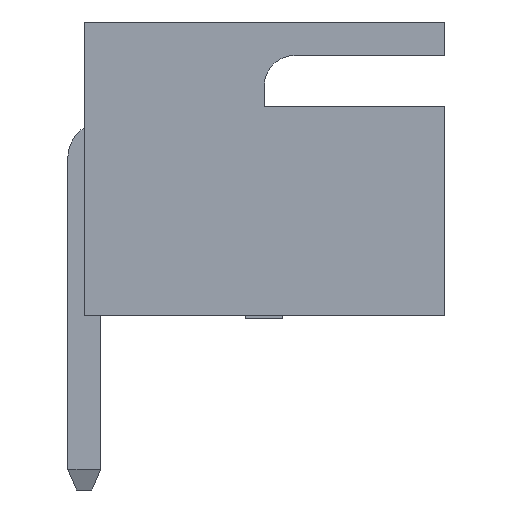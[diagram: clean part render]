
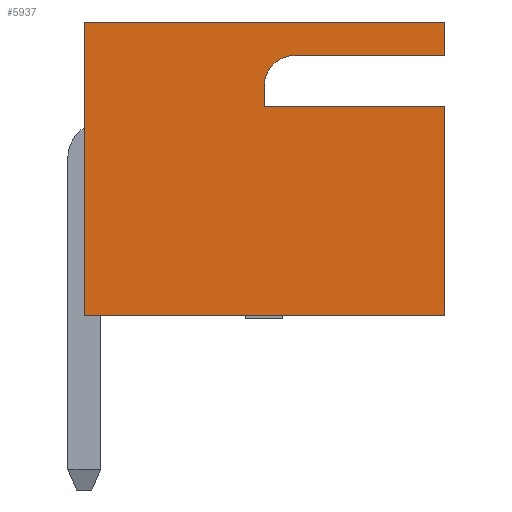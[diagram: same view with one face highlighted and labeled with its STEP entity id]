
A CAD part, front view. The second image highlights one B-rep face of the part: STEP entity #5937.
In plain terms, the highlighted planar face has unit normal (0, -1, 0).
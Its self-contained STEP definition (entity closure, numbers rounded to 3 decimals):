
#47=CIRCLE('',#6268,0.6);
#211=FACE_OUTER_BOUND('',#524,.T.);
#524=EDGE_LOOP('',(#4189,#4190,#4191,#4192,#4193,#4194,#4195,#4196,#4197));
#791=LINE('',#8091,#1563);
#1087=LINE('',#8685,#1859);
#1090=LINE('',#8692,#1862);
#1091=LINE('',#8694,#1863);
#1092=LINE('',#8695,#1864);
#1093=LINE('',#8697,#1865);
#1094=LINE('',#8699,#1866);
#1095=LINE('',#8702,#1867);
#1563=VECTOR('',#6592,1.);
#1859=VECTOR('',#7082,1.);
#1862=VECTOR('',#7087,1.);
#1863=VECTOR('',#7088,1.);
#1864=VECTOR('',#7089,1.);
#1865=VECTOR('',#7090,1.);
#1866=VECTOR('',#7091,1.);
#1867=VECTOR('',#7094,1.);
#2324=VERTEX_POINT('',#8088);
#2325=VERTEX_POINT('',#8090);
#2526=VERTEX_POINT('',#8683);
#2528=VERTEX_POINT('',#8690);
#2529=VERTEX_POINT('',#8691);
#2530=VERTEX_POINT('',#8693);
#2531=VERTEX_POINT('',#8696);
#2532=VERTEX_POINT('',#8698);
#2533=VERTEX_POINT('',#8700);
#2857=EDGE_CURVE('',#2325,#2324,#791,.T.);
#3154=EDGE_CURVE('',#2324,#2526,#1087,.T.);
#3157=EDGE_CURVE('',#2528,#2529,#1090,.T.);
#3158=EDGE_CURVE('',#2530,#2529,#1091,.T.);
#3159=EDGE_CURVE('',#2325,#2530,#1092,.T.);
#3160=EDGE_CURVE('',#2526,#2531,#1093,.T.);
#3161=EDGE_CURVE('',#2531,#2532,#1094,.T.);
#3162=EDGE_CURVE('',#2532,#2533,#47,.T.);
#3163=EDGE_CURVE('',#2528,#2533,#1095,.T.);
#4189=ORIENTED_EDGE('',*,*,#3157,.T.);
#4190=ORIENTED_EDGE('',*,*,#3158,.F.);
#4191=ORIENTED_EDGE('',*,*,#3159,.F.);
#4192=ORIENTED_EDGE('',*,*,#2857,.T.);
#4193=ORIENTED_EDGE('',*,*,#3154,.T.);
#4194=ORIENTED_EDGE('',*,*,#3160,.T.);
#4195=ORIENTED_EDGE('',*,*,#3161,.T.);
#4196=ORIENTED_EDGE('',*,*,#3162,.T.);
#4197=ORIENTED_EDGE('',*,*,#3163,.F.);
#5334=PLANE('',#6267);
#5937=ADVANCED_FACE('',(#211),#5334,.T.);
#6267=AXIS2_PLACEMENT_3D('',#8689,#7085,#7086);
#6268=AXIS2_PLACEMENT_3D('',#8701,#7092,#7093);
#6592=DIRECTION('',(1.,0.,0.));
#7082=DIRECTION('',(0.,0.,1.));
#7085=DIRECTION('center_axis',(0.,-1.,0.));
#7086=DIRECTION('ref_axis',(1.,0.,0.));
#7087=DIRECTION('',(0.,0.,1.));
#7088=DIRECTION('',(1.,0.,0.));
#7089=DIRECTION('',(0.,0.,1.));
#7090=DIRECTION('',(-1.,0.,0.));
#7091=DIRECTION('',(0.,0.,1.));
#7092=DIRECTION('center_axis',(0.,1.,0.));
#7093=DIRECTION('ref_axis',(-1.,0.,0.));
#7094=DIRECTION('',(-1.,0.,0.));
#8088=CARTESIAN_POINT('',(6.96,-15.,0.1));
#8090=CARTESIAN_POINT('',(-0.04,-15.,0.1));
#8091=CARTESIAN_POINT('',(-0.04,-15.,0.1));
#8683=CARTESIAN_POINT('',(6.96,-15.,4.15));
#8685=CARTESIAN_POINT('',(6.96,-15.,0.1));
#8689=CARTESIAN_POINT('Origin',(-0.04,-15.,0.1));
#8690=CARTESIAN_POINT('',(6.96,-15.,5.15));
#8691=CARTESIAN_POINT('',(6.96,-15.,5.8));
#8692=CARTESIAN_POINT('',(6.96,-15.,5.15));
#8693=CARTESIAN_POINT('',(-0.04,-15.,5.8));
#8694=CARTESIAN_POINT('',(-0.04,-15.,5.8));
#8695=CARTESIAN_POINT('',(-0.04,-15.,0.1));
#8696=CARTESIAN_POINT('',(3.46,-15.,4.15));
#8697=CARTESIAN_POINT('',(6.96,-15.,4.15));
#8698=CARTESIAN_POINT('',(3.46,-15.,4.55));
#8699=CARTESIAN_POINT('',(3.46,-15.,4.15));
#8700=CARTESIAN_POINT('',(4.06,-15.,5.15));
#8701=CARTESIAN_POINT('Origin',(4.06,-15.,4.55));
#8702=CARTESIAN_POINT('',(6.96,-15.,5.15));
